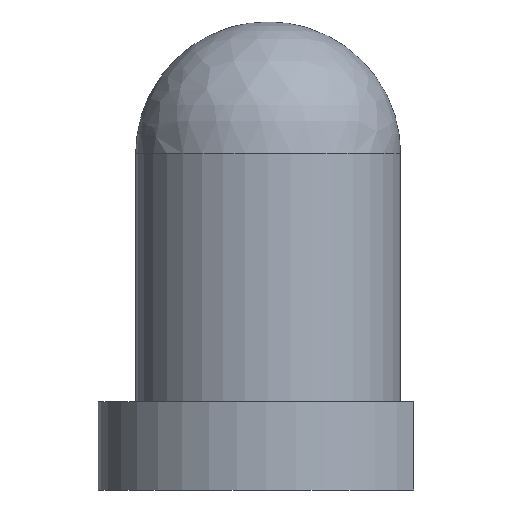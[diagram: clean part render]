
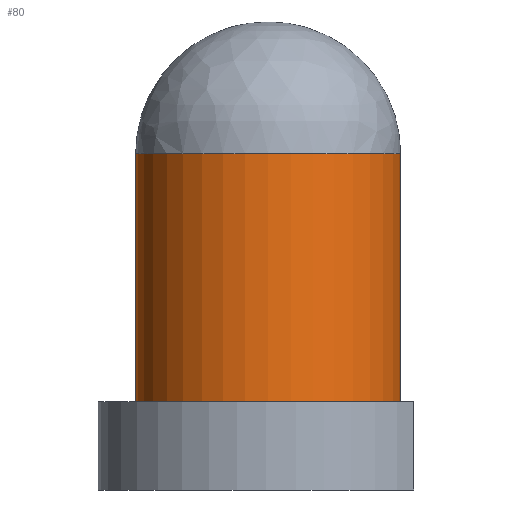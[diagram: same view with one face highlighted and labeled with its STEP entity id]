
A CAD part, front view. The second image highlights one B-rep face of the part: STEP entity #80.
In plain terms, the highlighted cylindrical face has radius 1.5 mm (diameter 3 mm), a partial arc.
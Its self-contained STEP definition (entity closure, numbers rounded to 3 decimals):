
#11 = EDGE_CURVE ( 'NONE', #145, #152, #469, .T. ) ;
#15 = CYLINDRICAL_SURFACE ( 'NONE', #455, 1.5 ) ;
#20 = AXIS2_PLACEMENT_3D ( 'NONE', #217, #226, #109 ) ;
#31 = LINE ( 'NONE', #219, #246 ) ;
#41 = DIRECTION ( 'NONE',  ( 0., 0., 1. ) ) ;
#52 = DIRECTION ( 'NONE',  ( 0., 0., 1. ) ) ;
#70 = VECTOR ( 'NONE', #77, 1000. ) ;
#77 = DIRECTION ( 'NONE',  ( 0., 0., 1. ) ) ;
#80 = ADVANCED_FACE ( 'NONE', ( #234 ), #15, .T. ) ;
#90 = CARTESIAN_POINT ( 'NONE',  ( 1.5, 0., 3.81 ) ) ;
#101 = VERTEX_POINT ( 'NONE', #90 ) ;
#102 = CIRCLE ( 'NONE', #111, 1.5 ) ;
#109 = DIRECTION ( 'NONE',  ( -1., 0., 0. ) ) ;
#111 = AXIS2_PLACEMENT_3D ( 'NONE', #175, #367, #295 ) ;
#112 = CARTESIAN_POINT ( 'NONE',  ( 1.5, 0., 1. ) ) ;
#113 = ORIENTED_EDGE ( 'NONE', *, *, #249, .T. ) ;
#121 = CARTESIAN_POINT ( 'NONE',  ( 0., 0., 1. ) ) ;
#138 = ORIENTED_EDGE ( 'NONE', *, *, #228, .F. ) ;
#145 = VERTEX_POINT ( 'NONE', #468 ) ;
#152 = VERTEX_POINT ( 'NONE', #282 ) ;
#175 = CARTESIAN_POINT ( 'NONE',  ( 0., 0., 3.81 ) ) ;
#192 = DIRECTION ( 'NONE',  ( -1., 0., 0. ) ) ;
#195 = EDGE_CURVE ( 'NONE', #152, #248, #31, .T. ) ;
#211 = CARTESIAN_POINT ( 'NONE',  ( -1.5, 0., 3.81 ) ) ;
#217 = CARTESIAN_POINT ( 'NONE',  ( 0., 0., 1. ) ) ;
#219 = CARTESIAN_POINT ( 'NONE',  ( -1.5, 0., 1. ) ) ;
#226 = DIRECTION ( 'NONE',  ( 0., 0., -1. ) ) ;
#228 = EDGE_CURVE ( 'NONE', #248, #101, #102, .T. ) ;
#234 = FACE_OUTER_BOUND ( 'NONE', #362, .T. ) ;
#246 = VECTOR ( 'NONE', #41, 1000. ) ;
#248 = VERTEX_POINT ( 'NONE', #211 ) ;
#249 = EDGE_CURVE ( 'NONE', #145, #101, #401, .T. ) ;
#282 = CARTESIAN_POINT ( 'NONE',  ( -1.5, 0., 1. ) ) ;
#295 = DIRECTION ( 'NONE',  ( -1., 0., 0. ) ) ;
#296 = ORIENTED_EDGE ( 'NONE', *, *, #11, .F. ) ;
#357 = ORIENTED_EDGE ( 'NONE', *, *, #195, .F. ) ;
#362 = EDGE_LOOP ( 'NONE', ( #296, #113, #138, #357 ) ) ;
#367 = DIRECTION ( 'NONE',  ( 0., 0., 1. ) ) ;
#401 = LINE ( 'NONE', #112, #70 ) ;
#455 = AXIS2_PLACEMENT_3D ( 'NONE', #121, #52, #192 ) ;
#468 = CARTESIAN_POINT ( 'NONE',  ( 1.5, 0., 1. ) ) ;
#469 = CIRCLE ( 'NONE', #20, 1.5 ) ;
